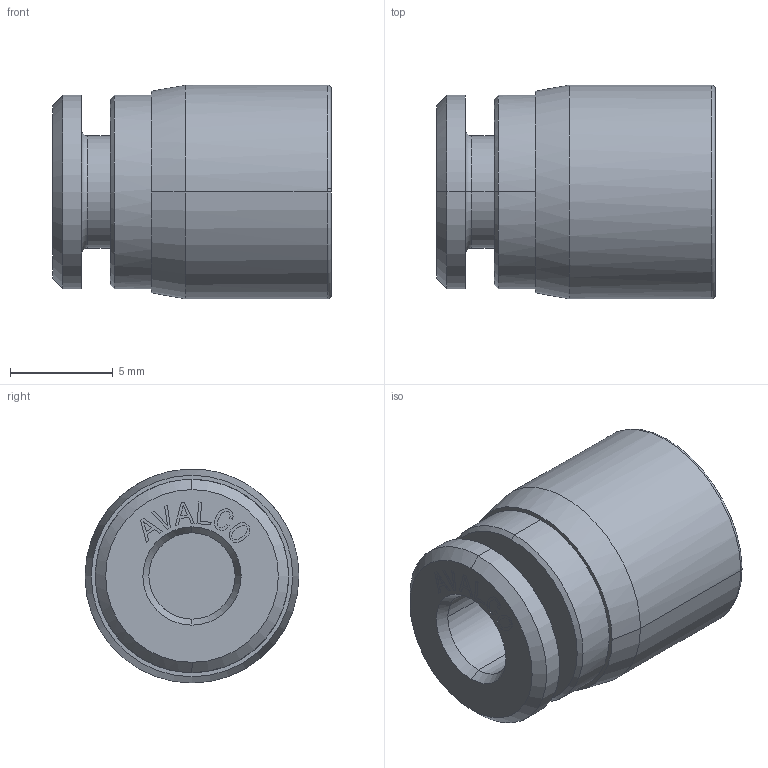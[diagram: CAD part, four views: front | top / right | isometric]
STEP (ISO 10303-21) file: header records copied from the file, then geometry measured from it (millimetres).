
FILE_DESCRIPTION(( 'RT.33.04.00F.stp' ), '1');
FILE_NAME( 'RT.33.04.00F.stp', '2018-10-08T17:29:32',( 'Sopra'),('sopra-pneumatic.com'), 'SwSTEP 2.0','SolidWorks 2009','' );
FILE_SCHEMA(('CONFIG_CONTROL_DESIGN'));
Length unit declared in the file: millimetre
Products named in the file (1): PR293B-04
Bounding box: 13.55 x 10.4 x 10.4 mm (x, y, z)
Volume: 838.9 mm3; surface area: 794.8 mm2
Topology: 1 solids, 1 shells, 144 faces, 379 edges, 250 vertices
Faces by surface type: plane 118, cylinder 12, cone 8, torus 6
Entity records: 4464 total; most frequent: CARTESIAN_POINT 905, ORIENTED_EDGE 758, DIRECTION 643, EDGE_CURVE 379, VECTOR 332, LINE 332, VERTEX_POINT 250, AXIS2_PLACEMENT_3D 176
